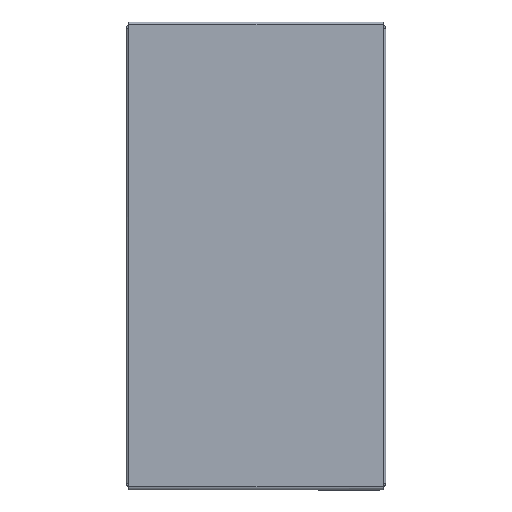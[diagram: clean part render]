
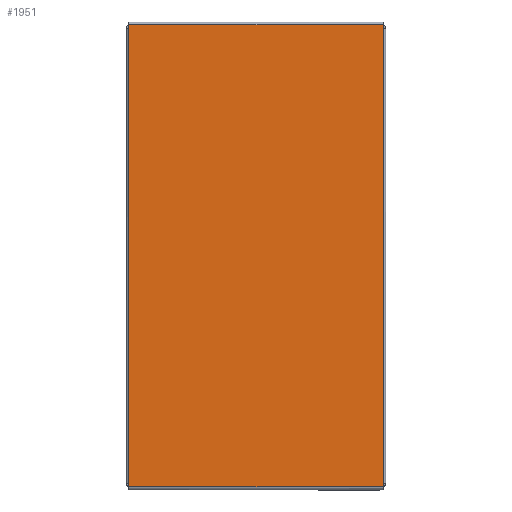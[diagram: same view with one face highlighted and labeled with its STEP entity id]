
A CAD part, top view. The second image highlights one B-rep face of the part: STEP entity #1951.
In plain terms, the highlighted free-form (B-spline) face has degree [1, 1] with [2, 2] control points.
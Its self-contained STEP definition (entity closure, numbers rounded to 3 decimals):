
#539 = VERTEX_POINT('',#540);
#540 = CARTESIAN_POINT('',(28.684,0.641,16.105)
  );
#585 = VERTEX_POINT('',#586);
#586 = CARTESIAN_POINT('',(-28.684,0.641,
    16.105));
#615 = VERTEX_POINT('',#616);
#616 = CARTESIAN_POINT('',(-28.684,103.519,
    16.105));
#1607 = VERTEX_POINT('',#1608);
#1608 = CARTESIAN_POINT('',(28.684,-0.08,
    16.105));
#1614 = EDGE_CURVE('',#1615,#1607,#1617,.T.);
#1615 = VERTEX_POINT('',#1616);
#1616 = CARTESIAN_POINT('',(-28.684,-0.08,
    16.105));
#1617 = B_SPLINE_CURVE_WITH_KNOTS('',1,(#1618,#1619),.UNSPECIFIED.,.F.,
  .F.,(2,2),(-53.7,17.9),.PIECEWISE_BEZIER_KNOTS.);
#1618 = CARTESIAN_POINT('',(-28.684,-0.08,
    16.105));
#1619 = CARTESIAN_POINT('',(28.684,-0.08,
    16.105));
#1745 = VERTEX_POINT('',#1746);
#1746 = CARTESIAN_POINT('',(-28.684,104.24,
    16.105));
#1752 = EDGE_CURVE('',#1753,#1745,#1755,.T.);
#1753 = VERTEX_POINT('',#1754);
#1754 = CARTESIAN_POINT('',(28.684,104.24,
    16.105));
#1755 = B_SPLINE_CURVE_WITH_KNOTS('',1,(#1756,#1757),.UNSPECIFIED.,.F.,
  .F.,(2,2),(-53.7,17.9),.PIECEWISE_BEZIER_KNOTS.);
#1756 = CARTESIAN_POINT('',(28.684,104.24,
    16.105));
#1757 = CARTESIAN_POINT('',(-28.684,104.24,
    16.105));
#1918 = EDGE_CURVE('',#1753,#1919,#1921,.T.);
#1919 = VERTEX_POINT('',#1920);
#1920 = CARTESIAN_POINT('',(28.684,103.519,
    16.105));
#1921 = B_SPLINE_CURVE_WITH_KNOTS('',1,(#1922,#1923),.UNSPECIFIED.,.F.,
  .F.,(2,2),(-130.1,-129.2),.PIECEWISE_BEZIER_KNOTS.);
#1922 = CARTESIAN_POINT('',(28.684,104.24,
    16.105));
#1923 = CARTESIAN_POINT('',(28.684,103.519,
    16.105));
#1940 = EDGE_CURVE('',#585,#1615,#1941,.T.);
#1941 = B_SPLINE_CURVE_WITH_KNOTS('',1,(#1942,#1943),.UNSPECIFIED.,.F.,
  .F.,(2,2),(-0.8,0.1),.PIECEWISE_BEZIER_KNOTS.);
#1942 = CARTESIAN_POINT('',(-28.684,0.641,
    16.105));
#1943 = CARTESIAN_POINT('',(-28.684,-0.08,
    16.105));
#1951 = ADVANCED_FACE('',(#1952),#1978,.T.);
#1952 = FACE_BOUND('',#1953,.T.);
#1953 = EDGE_LOOP('',(#1954,#1955,#1960,#1965,#1966,#1967,#1972,#1977));
#1954 = ORIENTED_EDGE('',*,*,#1614,.T.);
#1955 = ORIENTED_EDGE('',*,*,#1956,.F.);
#1956 = EDGE_CURVE('',#539,#1607,#1957,.T.);
#1957 = B_SPLINE_CURVE_WITH_KNOTS('',1,(#1958,#1959),.UNSPECIFIED.,.F.,
  .F.,(2,2),(-0.8,0.1),.PIECEWISE_BEZIER_KNOTS.);
#1958 = CARTESIAN_POINT('',(28.684,0.641,16.105
    ));
#1959 = CARTESIAN_POINT('',(28.684,-0.08,
    16.105));
#1960 = ORIENTED_EDGE('',*,*,#1961,.F.);
#1961 = EDGE_CURVE('',#1919,#539,#1962,.T.);
#1962 = B_SPLINE_CURVE_WITH_KNOTS('',1,(#1963,#1964),.UNSPECIFIED.,.F.,
  .F.,(2,2),(-129.2,-0.8),.PIECEWISE_BEZIER_KNOTS.);
#1963 = CARTESIAN_POINT('',(28.684,103.519,
    16.105));
#1964 = CARTESIAN_POINT('',(28.684,0.641,16.105
    ));
#1965 = ORIENTED_EDGE('',*,*,#1918,.F.);
#1966 = ORIENTED_EDGE('',*,*,#1752,.T.);
#1967 = ORIENTED_EDGE('',*,*,#1968,.F.);
#1968 = EDGE_CURVE('',#615,#1745,#1969,.T.);
#1969 = B_SPLINE_CURVE_WITH_KNOTS('',1,(#1970,#1971),.UNSPECIFIED.,.F.,
  .F.,(2,2),(129.2,130.1),.PIECEWISE_BEZIER_KNOTS.);
#1970 = CARTESIAN_POINT('',(-28.684,103.519,
    16.105));
#1971 = CARTESIAN_POINT('',(-28.684,104.24,
    16.105));
#1972 = ORIENTED_EDGE('',*,*,#1973,.F.);
#1973 = EDGE_CURVE('',#585,#615,#1974,.T.);
#1974 = B_SPLINE_CURVE_WITH_KNOTS('',1,(#1975,#1976),.UNSPECIFIED.,.F.,
  .F.,(2,2),(0.8,129.2),.PIECEWISE_BEZIER_KNOTS.);
#1975 = CARTESIAN_POINT('',(-28.684,0.641,
    16.105));
#1976 = CARTESIAN_POINT('',(-28.684,103.519,
    16.105));
#1977 = ORIENTED_EDGE('',*,*,#1940,.T.);
#1978 = B_SPLINE_SURFACE_WITH_KNOTS('',1,1,(
    (#1979,#1980)
    ,(#1981,#1982
    )),.UNSPECIFIED.,.F.,.F.,.F.,(2,2),(2,2),(74.521,
    146.121),(-65.1,65.1),.PIECEWISE_BEZIER_KNOTS.);
#1979 = CARTESIAN_POINT('',(-28.684,-0.08,
    16.105));
#1980 = CARTESIAN_POINT('',(-28.684,104.24,
    16.105));
#1981 = CARTESIAN_POINT('',(28.684,-0.08,
    16.105));
#1982 = CARTESIAN_POINT('',(28.684,104.24,
    16.105));
